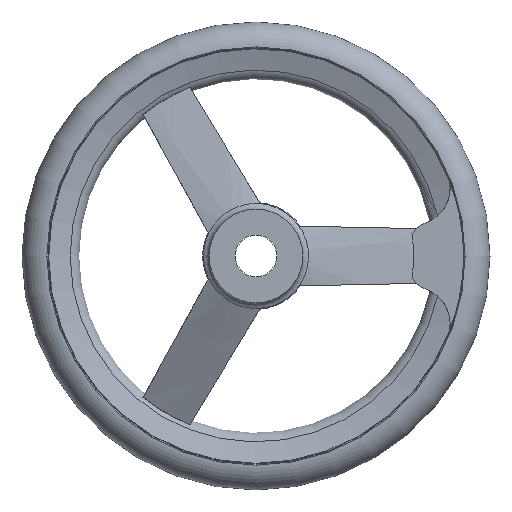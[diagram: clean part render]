
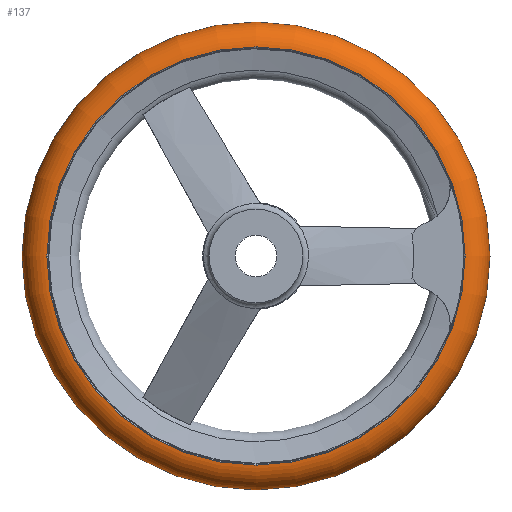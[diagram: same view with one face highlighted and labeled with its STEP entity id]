
A CAD part, front view. The second image highlights one B-rep face of the part: STEP entity #137.
In plain terms, the highlighted toroidal (fillet/blend) face has major radius 80 mm and minor radius 10 mm.
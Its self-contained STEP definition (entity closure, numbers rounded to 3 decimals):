
#137 = ADVANCED_FACE( '', ( #293, #294, #295 ), #296, .T. );
#293 = FACE_BOUND( '', #481, .T. );
#294 = FACE_OUTER_BOUND( '', #482, .T. );
#295 = FACE_OUTER_BOUND( '', #483, .T. );
#296 = TOROIDAL_SURFACE( '', #484, 80., 10. );
#481 = VERTEX_LOOP( '', #810 );
#482 = EDGE_LOOP( '', ( #811 ) );
#483 = EDGE_LOOP( '', ( #812 ) );
#484 = AXIS2_PLACEMENT_3D( '', #813, #814, #815 );
#810 = VERTEX_POINT( '', #979 );
#811 = ORIENTED_EDGE( '', *, *, #952, .T. );
#812 = ORIENTED_EDGE( '', *, *, #950, .F. );
#813 = CARTESIAN_POINT( '', ( 0., 32.5, 0. ) );
#814 = DIRECTION( '', ( 0., -1., 0. ) );
#815 = DIRECTION( '', ( 0., 0., -1. ) );
#950 = EDGE_CURVE( '', #1146, #1146, #1147, .T. );
#952 = EDGE_CURVE( '', #1149, #1149, #1150, .T. );
#979 = CARTESIAN_POINT( '', ( 0., 32.5, -90. ) );
#1146 = VERTEX_POINT( '', #1782 );
#1147 = CIRCLE( '', #1783, 80.417 );
#1149 = VERTEX_POINT( '', #1785 );
#1150 = CIRCLE( '', #1786, 80.417 );
#1782 = CARTESIAN_POINT( '', ( 0., 22.509, -80.417 ) );
#1783 = AXIS2_PLACEMENT_3D( '', #1946, #1947, #1948 );
#1785 = CARTESIAN_POINT( '', ( 0., 42.491, -80.417 ) );
#1786 = AXIS2_PLACEMENT_3D( '', #1949, #1950, #1951 );
#1946 = CARTESIAN_POINT( '', ( 0., 22.509, 0. ) );
#1947 = DIRECTION( '', ( 0., -1., 0. ) );
#1948 = DIRECTION( '', ( 0., 0., -1. ) );
#1949 = CARTESIAN_POINT( '', ( 0., 42.491, 0. ) );
#1950 = DIRECTION( '', ( 0., -1., 0. ) );
#1951 = DIRECTION( '', ( 0., 0., -1. ) );
